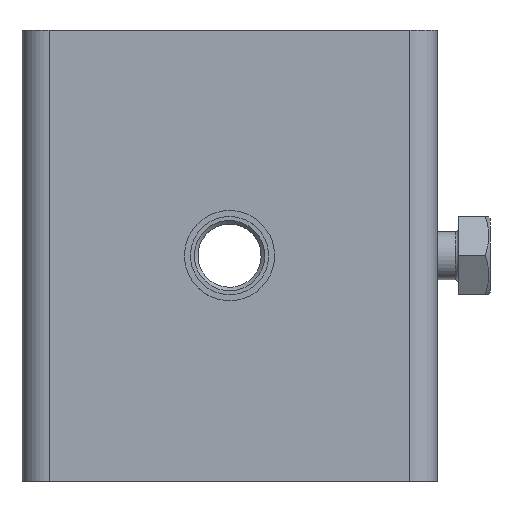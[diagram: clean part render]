
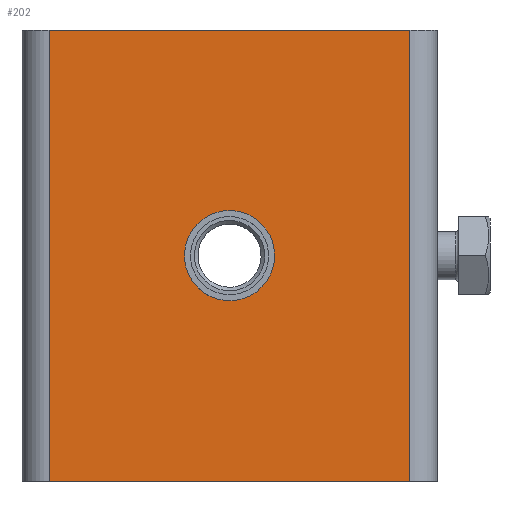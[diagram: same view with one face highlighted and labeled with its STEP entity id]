
A CAD part, top view. The second image highlights one B-rep face of the part: STEP entity #202.
In plain terms, the highlighted planar face has unit normal (0, 0, 1).
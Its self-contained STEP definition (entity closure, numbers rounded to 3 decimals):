
#202=ADVANCED_FACE('',(#1964,#1966),#1968,.T.);
#1964=FACE_BOUND('',#1965,.T.);
#1965=EDGE_LOOP('',(#3340,#3341,#3342,#3343));
#1966=FACE_BOUND('',#1967,.T.);
#1967=EDGE_LOOP('',(#3344));
#1968=PLANE('',#1969);
#1969=AXIS2_PLACEMENT_3D('',#1970,#1971,#1972);
#1970=CARTESIAN_POINT('',(0.,0.,3.5));
#1971=DIRECTION('',(0.,0.,1.));
#1972=DIRECTION('',(1.,0.,0.));
#3340=ORIENTED_EDGE('',*,*,#4272,.T.);
#3341=ORIENTED_EDGE('',*,*,#4290,.T.);
#3342=ORIENTED_EDGE('',*,*,#4291,.T.);
#3343=ORIENTED_EDGE('',*,*,#4292,.T.);
#3344=ORIENTED_EDGE('',*,*,#4293,.F.);
#4272=EDGE_CURVE('',#4773,#4771,#4774,.T.);
#4290=EDGE_CURVE('',#4771,#4800,#4801,.T.);
#4291=EDGE_CURVE('',#4800,#4802,#4803,.T.);
#4292=EDGE_CURVE('',#4802,#4773,#4804,.T.);
#4293=EDGE_CURVE('',#4805,#4805,#4806,.T.);
#4771=VERTEX_POINT('',#5611);
#4773=VERTEX_POINT('',#5616);
#4774=LINE('',#5617,#5618);
#4800=VERTEX_POINT('',#5686);
#4801=LINE('',#5687,#5688);
#4802=VERTEX_POINT('',#5690);
#4803=LINE('',#5691,#5692);
#4804=LINE('',#5694,#5695);
#4805=VERTEX_POINT('',#5697);
#4806=CIRCLE('',#5698,7.5);
#5611=CARTESIAN_POINT('',(64.5,75.,3.5));
#5616=CARTESIAN_POINT('',(64.5,0.,3.5));
#5617=CARTESIAN_POINT('',(64.5,0.,3.5));
#5618=VECTOR('',#5619,1.);
#5619=DIRECTION('',(0.,1.,0.));
#5686=CARTESIAN_POINT('',(4.5,75.,3.5));
#5687=CARTESIAN_POINT('',(64.5,75.,3.5));
#5688=VECTOR('',#5689,1.);
#5689=DIRECTION('',(-1.,0.,0.));
#5690=CARTESIAN_POINT('',(4.5,0.,3.5));
#5691=CARTESIAN_POINT('',(4.5,75.,3.5));
#5692=VECTOR('',#5693,1.);
#5693=DIRECTION('',(0.,-1.,0.));
#5694=CARTESIAN_POINT('',(4.5,0.,3.5));
#5695=VECTOR('',#5696,1.);
#5696=DIRECTION('',(1.,0.,0.));
#5697=CARTESIAN_POINT('',(33.697,44.957,3.5));
#5698=AXIS2_PLACEMENT_3D('',#5699,#5700,#5701);
#5699=CARTESIAN_POINT('',(34.5,37.5,3.5));
#5700=DIRECTION('',(0.,0.,1.));
#5701=DIRECTION('',(-0.107,0.994,0.));
